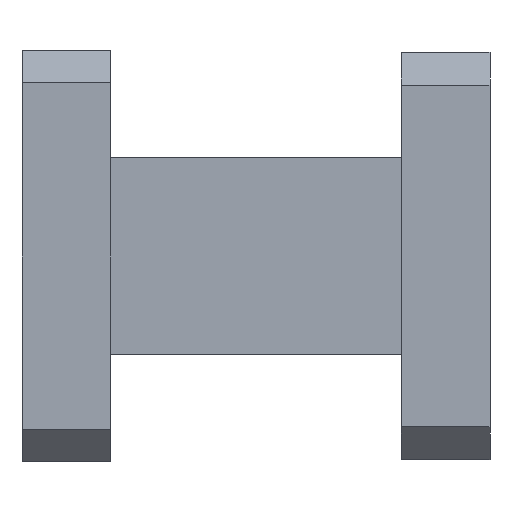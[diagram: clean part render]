
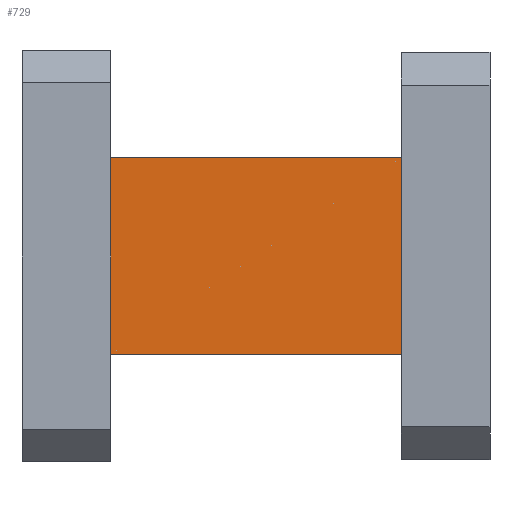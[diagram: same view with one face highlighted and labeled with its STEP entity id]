
A CAD part, front view. The second image highlights one B-rep face of the part: STEP entity #729.
In plain terms, the highlighted planar face has unit normal (0, -1, 0).
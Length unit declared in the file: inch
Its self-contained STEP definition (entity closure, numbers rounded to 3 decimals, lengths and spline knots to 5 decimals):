
#9 = VERTEX_POINT ( 'NONE', #500 ) ;
#118 = ORIENTED_EDGE ( 'NONE', *, *, #820, .F. ) ;
#194 = LINE ( 'NONE', #1291, #1562 ) ;
#204 = CARTESIAN_POINT ( 'NONE',  ( 0.81, -0.125, -0.21 ) ) ;
#235 = CARTESIAN_POINT ( 'NONE',  ( 0.19, -0.125, -0.21 ) ) ;
#247 = DIRECTION ( 'NONE',  ( 0., 0., -1. ) ) ;
#309 = ORIENTED_EDGE ( 'NONE', *, *, #1614, .T. ) ;
#334 = ORIENTED_EDGE ( 'NONE', *, *, #1589, .F. ) ;
#359 = VECTOR ( 'NONE', #490, 39.37008 ) ;
#422 = DIRECTION ( 'NONE',  ( 0., 1., 0. ) ) ;
#445 = ORIENTED_EDGE ( 'NONE', *, *, #1505, .T. ) ;
#455 = VERTEX_POINT ( 'NONE', #612 ) ;
#490 = DIRECTION ( 'NONE',  ( -1., 0., 0. ) ) ;
#500 = CARTESIAN_POINT ( 'NONE',  ( 0.81, -0.125, -0.21 ) ) ;
#612 = CARTESIAN_POINT ( 'NONE',  ( 0.81, -0.125, 0.21 ) ) ;
#671 = EDGE_LOOP ( 'NONE', ( #309, #118, #334, #445 ) ) ;
#703 = LINE ( 'NONE', #1248, #359 ) ;
#729 = ADVANCED_FACE ( 'NONE', ( #807 ), #1331, .F. ) ;
#807 = FACE_OUTER_BOUND ( 'NONE', #671, .T. ) ;
#820 = EDGE_CURVE ( 'NONE', #9, #1191, #1117, .T. ) ;
#826 = DIRECTION ( 'NONE',  ( -1., 0., 0. ) ) ;
#1075 = AXIS2_PLACEMENT_3D ( 'NONE', #1321, #422, #1457 ) ;
#1117 = LINE ( 'NONE', #204, #1371 ) ;
#1144 = CARTESIAN_POINT ( 'NONE',  ( 0.19, -0.125, -0.21 ) ) ;
#1175 = VERTEX_POINT ( 'NONE', #1647 ) ;
#1191 = VERTEX_POINT ( 'NONE', #235 ) ;
#1248 = CARTESIAN_POINT ( 'NONE',  ( 0.81, -0.125, 0.21 ) ) ;
#1279 = DIRECTION ( 'NONE',  ( 0., 0., -1. ) ) ;
#1291 = CARTESIAN_POINT ( 'NONE',  ( 0.81, -0.125, -0.21 ) ) ;
#1321 = CARTESIAN_POINT ( 'NONE',  ( 0.81, -0.125, -0.21 ) ) ;
#1324 = VECTOR ( 'NONE', #1279, 39.37008 ) ;
#1331 = PLANE ( 'NONE',  #1075 ) ;
#1371 = VECTOR ( 'NONE', #826, 39.37008 ) ;
#1407 = LINE ( 'NONE', #1144, #1324 ) ;
#1457 = DIRECTION ( 'NONE',  ( 0., 0., 1. ) ) ;
#1505 = EDGE_CURVE ( 'NONE', #455, #1175, #703, .T. ) ;
#1562 = VECTOR ( 'NONE', #247, 39.37008 ) ;
#1589 = EDGE_CURVE ( 'NONE', #455, #9, #194, .T. ) ;
#1614 = EDGE_CURVE ( 'NONE', #1175, #1191, #1407, .T. ) ;
#1647 = CARTESIAN_POINT ( 'NONE',  ( 0.19, -0.125, 0.21 ) ) ;
